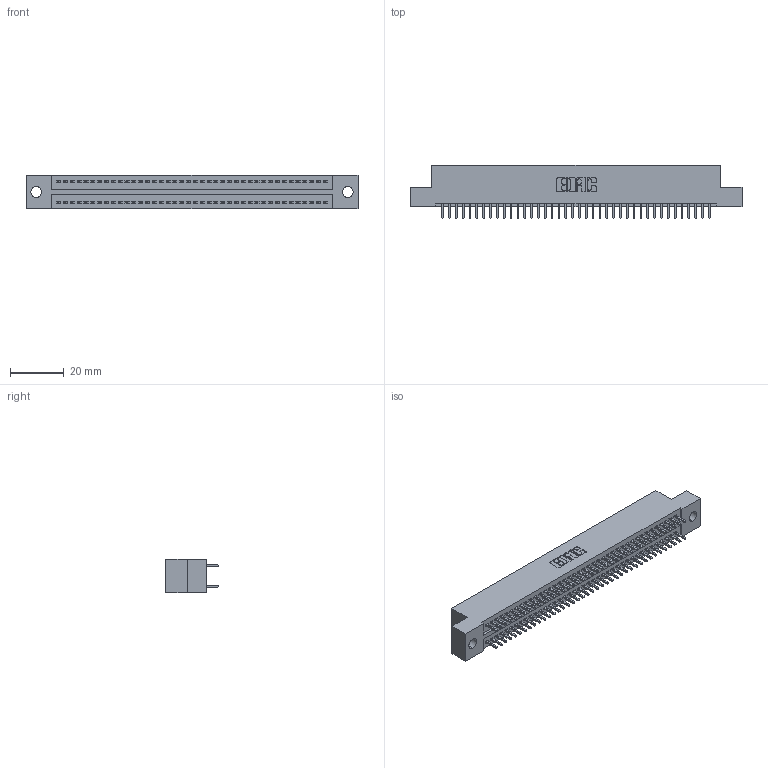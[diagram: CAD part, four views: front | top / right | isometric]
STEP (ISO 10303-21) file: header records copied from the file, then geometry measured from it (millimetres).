
FILE_DESCRIPTION (( 'STEP AP203' ), '1' );
FILE_NAME ('325-080-520-209.STEP', '2020-02-25T04:41:00', ( '' ), ( '' ), 'SwSTEP 2.0', 'SolidWorks 2016', '' );
FILE_SCHEMA (( 'CONFIG_CONTROL_DESIGN' ));
Length unit declared in the file: inch
Products named in the file (3): 325-292-001_325-293-120; 325-080-520-209; 325 Part_.160 TH
Assembly tree (81 placements, depth 2):
  325-080-520-209
    325 Part_.160 TH
    325-292-001_325-293-120  x80
Bounding box: 123.32 x 19.68 x 12.45 mm (x, y, z)
Volume: 15659 mm3; surface area: 18664.4 mm2
Topology: 81 solids, 81 shells, 4274 faces, 12711 edges, 8366 vertices
Faces by surface type: plane 2950, cylinder 1324
Entity records: 26013 total; most frequent: CARTESIAN_POINT 4314, ORIENTED_EDGE 4250, DIRECTION 3689, EDGE_CURVE 2125, VECTOR 1997, LINE 1997, VERTEX_POINT 1414, AXIS2_PLACEMENT_3D 846
